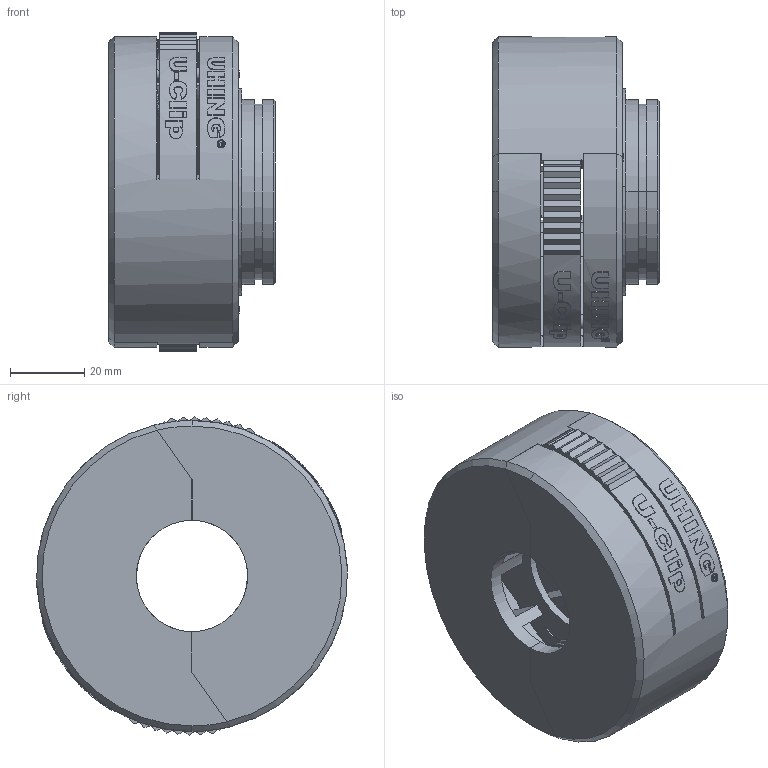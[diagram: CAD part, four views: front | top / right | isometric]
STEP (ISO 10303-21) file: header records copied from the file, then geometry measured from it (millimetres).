
FILE_DESCRIPTION (( 'STEP AP214' ), '1' );
FILE_NAME ('UC30.STEP', '2019-11-07T10:33:51', ( '' ), ( '' ), 'SwSTEP 2.0', 'SolidWorks 2019', '' );
FILE_SCHEMA (( 'AUTOMOTIVE_DESIGN' ));
Length unit declared in the file: millimetre
Products named in the file (1): UC30
Bounding box: 45 x 83.94 x 85.99 mm (x, y, z)
Volume: 87829.6 mm3; surface area: 59357.2 mm2
Topology: 8 solids, 8 shells, 860 faces, 2293 edges, 1504 vertices
Faces by surface type: plane 525, cylinder 169, bspline 122, cone 44
Entity records: 62846 total; most frequent: CARTESIAN_POINT 32510, ORIENTED_EDGE 4586, DIRECTION 3873, EDGE_CURVE 2293, VERTEX_POINT 1504, LINE 1335, VECTOR 1335, AXIS2_PLACEMENT_3D 1269
